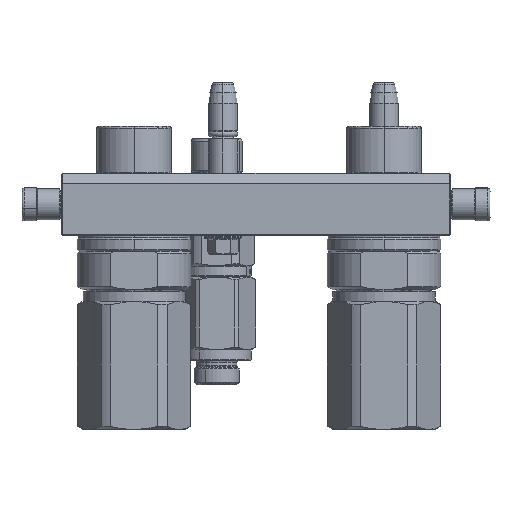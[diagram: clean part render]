
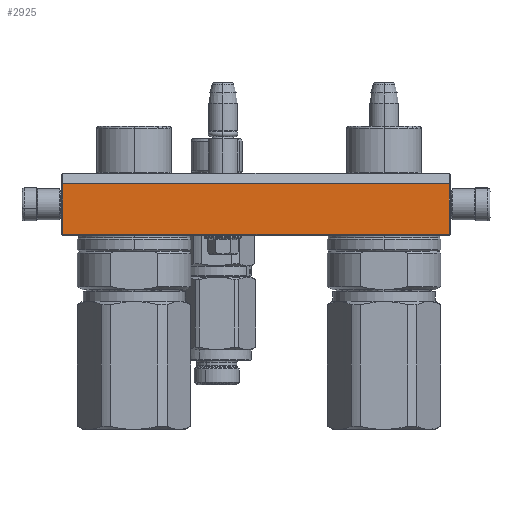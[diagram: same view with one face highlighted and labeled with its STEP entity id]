
A CAD part, left-side view. The second image highlights one B-rep face of the part: STEP entity #2925.
In plain terms, the highlighted face is planar.
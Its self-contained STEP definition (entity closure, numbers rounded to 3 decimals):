
#206 = LINE ( 'NONE', #50769, #16155 ) ;
#529 = CARTESIAN_POINT ( 'NONE',  ( -93.5, 29.5, -45. ) ) ;
#2605 = EDGE_CURVE ( 'NONE', #28721, #56837, #3837, .T. ) ;
#2925 = ADVANCED_FACE ( 'NONE', ( #54346 ), #48702, .T. ) ;
#3837 = LINE ( 'NONE', #8767, #42864 ) ;
#6701 = EDGE_CURVE ( 'NONE', #13847, #42118, #206, .T. ) ;
#8767 = CARTESIAN_POINT ( 'NONE',  ( -93.5, 5., -45. ) ) ;
#10300 = ORIENTED_EDGE ( 'NONE', *, *, #43571, .F. ) ;
#13229 = DIRECTION ( 'NONE',  ( 0., 1., 0. ) ) ;
#13847 = VERTEX_POINT ( 'NONE', #18459 ) ;
#16155 = VECTOR ( 'NONE', #22837, 1000. ) ;
#18459 = CARTESIAN_POINT ( 'NONE',  ( 93.5, 5., -45. ) ) ;
#21834 = VECTOR ( 'NONE', #39173, 1000. ) ;
#22837 = DIRECTION ( 'NONE',  ( 0., 1., 0. ) ) ;
#24757 = DIRECTION ( 'NONE',  ( -1., 0., 0. ) ) ;
#27679 = VECTOR ( 'NONE', #24757, 1000. ) ;
#28033 = CARTESIAN_POINT ( 'NONE',  ( -93.5, 5., -45. ) ) ;
#28721 = VERTEX_POINT ( 'NONE', #28033 ) ;
#30091 = CARTESIAN_POINT ( 'NONE',  ( 94., 0., -45. ) ) ;
#34939 = CARTESIAN_POINT ( 'NONE',  ( 93.5, 29.5, -45. ) ) ;
#35335 = DIRECTION ( 'NONE',  ( 0., 0., -1. ) ) ;
#35601 = AXIS2_PLACEMENT_3D ( 'NONE', #30091, #35335, #48517 ) ;
#37047 = LINE ( 'NONE', #43676, #21834 ) ;
#37309 = ORIENTED_EDGE ( 'NONE', *, *, #6701, .F. ) ;
#39173 = DIRECTION ( 'NONE',  ( -1., 0., 0. ) ) ;
#42118 = VERTEX_POINT ( 'NONE', #34939 ) ;
#42758 = ORIENTED_EDGE ( 'NONE', *, *, #58575, .T. ) ;
#42864 = VECTOR ( 'NONE', #13229, 1000. ) ;
#43571 = EDGE_CURVE ( 'NONE', #42118, #56837, #37047, .T. ) ;
#43676 = CARTESIAN_POINT ( 'NONE',  ( 93.5, 29.5, -45. ) ) ;
#47630 = CARTESIAN_POINT ( 'NONE',  ( 93.5, 5., -45. ) ) ;
#48517 = DIRECTION ( 'NONE',  ( -1., 0., 0. ) ) ;
#48702 = PLANE ( 'NONE',  #35601 ) ;
#50299 = EDGE_LOOP ( 'NONE', ( #59094, #10300, #37309, #42758 ) ) ;
#50769 = CARTESIAN_POINT ( 'NONE',  ( 93.5, 5., -45. ) ) ;
#54346 = FACE_OUTER_BOUND ( 'NONE', #50299, .T. ) ;
#56837 = VERTEX_POINT ( 'NONE', #529 ) ;
#58045 = LINE ( 'NONE', #47630, #27679 ) ;
#58575 = EDGE_CURVE ( 'NONE', #13847, #28721, #58045, .T. ) ;
#59094 = ORIENTED_EDGE ( 'NONE', *, *, #2605, .T. ) ;
